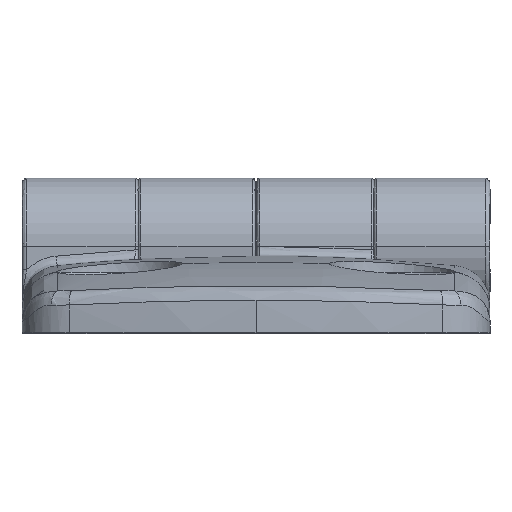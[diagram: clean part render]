
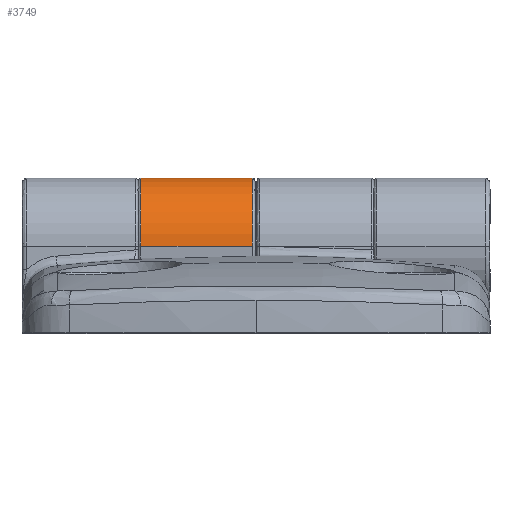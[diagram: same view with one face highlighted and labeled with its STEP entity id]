
A CAD part, top view. The second image highlights one B-rep face of the part: STEP entity #3749.
In plain terms, the highlighted cylindrical face has radius 7 mm (diameter 14 mm), a partial arc.
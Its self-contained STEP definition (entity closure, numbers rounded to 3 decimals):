
#654 = VECTOR ( 'NONE', #1242, 1000. ) ;
#688 = EDGE_CURVE ( 'NONE', #4676, #4082, #821, .T. ) ;
#806 = CARTESIAN_POINT ( 'NONE',  ( -11.8, 8.9, -7. ) ) ;
#821 = LINE ( 'NONE', #1159, #654 ) ;
#948 = FACE_OUTER_BOUND ( 'NONE', #2797, .T. ) ;
#1159 = CARTESIAN_POINT ( 'NONE',  ( 24., 8.9, 7. ) ) ;
#1175 = VERTEX_POINT ( 'NONE', #4750 ) ;
#1242 = DIRECTION ( 'NONE',  ( -1., 0., 0. ) ) ;
#1450 = DIRECTION ( 'NONE',  ( 0., 0., -1. ) ) ;
#1452 = DIRECTION ( 'NONE',  ( 1., 0., 0. ) ) ;
#1461 = CARTESIAN_POINT ( 'NONE',  ( -0.4, 8.9, 0. ) ) ;
#1466 = EDGE_CURVE ( 'NONE', #4082, #4405, #4789, .T. ) ;
#1550 = CARTESIAN_POINT ( 'NONE',  ( 24., 8.9, -7. ) ) ;
#1946 = DIRECTION ( 'NONE',  ( -1., 0., 0. ) ) ;
#2037 = EDGE_CURVE ( 'NONE', #1175, #4405, #5259, .T. ) ;
#2045 = EDGE_CURVE ( 'NONE', #1175, #4676, #5010, .T. ) ;
#2210 = DIRECTION ( 'NONE',  ( 0., 0., -1. ) ) ;
#2215 = DIRECTION ( 'NONE',  ( -1., 0., 0. ) ) ;
#2225 = CARTESIAN_POINT ( 'NONE',  ( -11.8, 8.9, 0. ) ) ;
#2730 = DIRECTION ( 'NONE',  ( 0., 0., 1. ) ) ;
#2797 = EDGE_LOOP ( 'NONE', ( #3394, #4212, #4821, #6138 ) ) ;
#2956 = DIRECTION ( 'NONE',  ( -1., 0., 0. ) ) ;
#2993 = CARTESIAN_POINT ( 'NONE',  ( 24., 8.9, 0. ) ) ;
#3394 = ORIENTED_EDGE ( 'NONE', *, *, #688, .F. ) ;
#3478 = CARTESIAN_POINT ( 'NONE',  ( -11.8, 8.9, 7. ) ) ;
#3749 = ADVANCED_FACE ( 'NONE', ( #948 ), #3887, .T. ) ;
#3887 = CYLINDRICAL_SURFACE ( 'NONE', #4308, 7. ) ;
#4082 = VERTEX_POINT ( 'NONE', #3478 ) ;
#4212 = ORIENTED_EDGE ( 'NONE', *, *, #2045, .F. ) ;
#4308 = AXIS2_PLACEMENT_3D ( 'NONE', #2993, #2956, #2730 ) ;
#4405 = VERTEX_POINT ( 'NONE', #806 ) ;
#4676 = VERTEX_POINT ( 'NONE', #6162 ) ;
#4750 = CARTESIAN_POINT ( 'NONE',  ( -0.4, 8.9, -7. ) ) ;
#4789 = CIRCLE ( 'NONE', #5723, 7. ) ;
#4821 = ORIENTED_EDGE ( 'NONE', *, *, #2037, .T. ) ;
#4998 = VECTOR ( 'NONE', #1946, 1000. ) ;
#5010 = CIRCLE ( 'NONE', #5269, 7. ) ;
#5259 = LINE ( 'NONE', #1550, #4998 ) ;
#5269 = AXIS2_PLACEMENT_3D ( 'NONE', #1461, #1452, #1450 ) ;
#5723 = AXIS2_PLACEMENT_3D ( 'NONE', #2225, #2215, #2210 ) ;
#6138 = ORIENTED_EDGE ( 'NONE', *, *, #1466, .F. ) ;
#6162 = CARTESIAN_POINT ( 'NONE',  ( -0.4, 8.9, 7. ) ) ;
